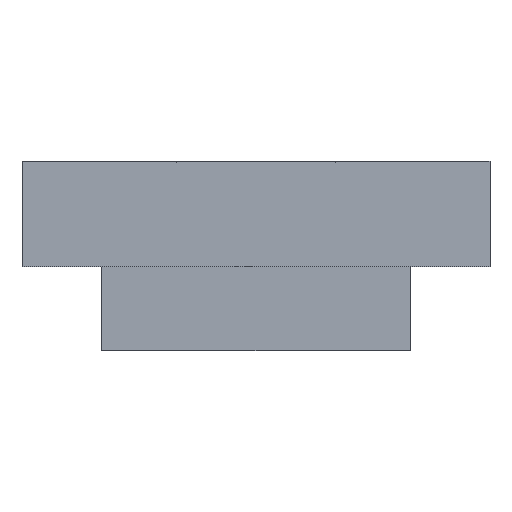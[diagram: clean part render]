
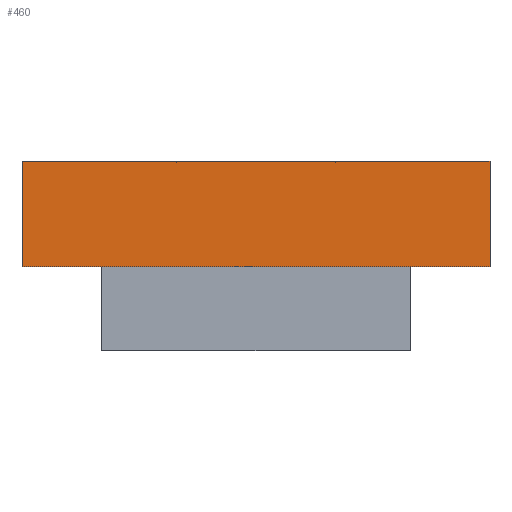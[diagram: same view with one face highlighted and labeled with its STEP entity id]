
A CAD part, left-side view. The second image highlights one B-rep face of the part: STEP entity #460.
In plain terms, the highlighted planar face has unit normal (-1, 0, 0).
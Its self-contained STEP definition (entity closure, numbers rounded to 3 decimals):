
#13=DIRECTION('',(0.,0.,1.));
#46=PLANE('',#47);
#47=AXIS2_PLACEMENT_3D('',#48,#13,#49);
#48=CARTESIAN_POINT('',(-9.75,-23.7,0.));
#49=DIRECTION('',(1.,0.,0.));
#58=( GEOMETRIC_REPRESENTATION_CONTEXT(2) PARAMETRIC_REPRESENTATION_CONTEXT() REPRESENTATION_CONTEXT('2D SPACE',''  ) );
#75=VECTOR('',#76,1.);
#76=DIRECTION('',(0.,1.,0.));
#81=VECTOR('',#82,1.);
#82=DIRECTION('',(0.,1.));
#87=DEFINITIONAL_REPRESENTATION('',(#88),#58);
#88=LINE('',#89,#90);
#89=CARTESIAN_POINT('',(8.867,7.3));
#90=VECTOR('',#91,1.);
#91=DIRECTION('',(0.,-1.));
#106=PLANE('',#107);
#107=AXIS2_PLACEMENT_3D('',#108,#76,#13);
#108=CARTESIAN_POINT('',(-9.1,9.1,-8.867));
#158=DIRECTION('',(-0.,1.,-0.));
#188=VECTOR('',#13,1.);
#193=VECTOR('',#194,1.);
#194=DIRECTION('',(1.,0.));
#196=DEFINITIONAL_REPRESENTATION('',(#197),#58);
#197=LINE('',#198,#193);
#198=CARTESIAN_POINT('',(0.,-18.2));
#201=VERTEX_POINT('',#202);
#202=CARTESIAN_POINT('',(-9.1,9.1,-4.1));
#211=PLANE('',#212);
#212=AXIS2_PLACEMENT_3D('',#213,#13,#49);
#213=CARTESIAN_POINT('',(-9.75,-23.7,-4.1));
#214=ORIENTED_EDGE('',*,*,#215,.T.);
#215=EDGE_CURVE('',#201,#216,#218,.T.);
#216=VERTEX_POINT('',#217);
#217=CARTESIAN_POINT('',(-9.1,9.1,0.));
#218=SURFACE_CURVE('',#219,(#220,#224),.PCURVE_S1.);
#219=LINE('',#108,#188);
#220=PCURVE('',#106,#221);
#221=DEFINITIONAL_REPRESENTATION('',(#222),#58);
#222=LINE('',#223,#193);
#223=CARTESIAN_POINT('',(0.,0.));
#224=PCURVE('',#225,#196);
#225=PLANE('',#226);
#226=AXIS2_PLACEMENT_3D('',#227,#49,#13);
#227=CARTESIAN_POINT('',(-9.1,-9.1,-8.867));
#260=PLANE('',#261);
#261=AXIS2_PLACEMENT_3D('',#227,#76,#13);
#268=DEFINITIONAL_REPRESENTATION('',(#269),#58);
#269=LINE('',#270,#90);
#270=CARTESIAN_POINT('',(4.767,7.3));
#433=VERTEX_POINT('',#434);
#434=CARTESIAN_POINT('',(-9.1,3.1,0.));
#450=ORIENTED_EDGE('',*,*,#451,.F.);
#451=EDGE_CURVE('',#433,#216,#452,.T.);
#452=SURFACE_CURVE('',#453,(#455,#459),.PCURVE_S1.);
#453=LINE('',#454,#75);
#454=CARTESIAN_POINT('',(-9.1,-16.4,0.));
#455=PCURVE('',#46,#456);
#456=DEFINITIONAL_REPRESENTATION('',(#457),#58);
#457=LINE('',#458,#81);
#458=CARTESIAN_POINT('',(0.65,7.3));
#459=PCURVE('',#225,#87);
#460=ADVANCED_FACE('',(#461),#225,.F.);
#461=FACE_BOUND('',#462,.F.);
#462=EDGE_LOOP('',(#463,#473,#214,#450,#480,#499));
#463=ORIENTED_EDGE('',*,*,#464,.F.);
#464=EDGE_CURVE('',#465,#467,#469,.T.);
#465=VERTEX_POINT('',#466);
#466=CARTESIAN_POINT('',(-9.1,-9.1,-4.1));
#467=VERTEX_POINT('',#468);
#468=CARTESIAN_POINT('',(-9.1,-9.1,0.));
#469=SURFACE_CURVE('',#470,(#471,#472),.PCURVE_S1.);
#470=LINE('',#227,#188);
#471=PCURVE('',#225,#221);
#472=PCURVE('',#260,#221);
#473=ORIENTED_EDGE('',*,*,#474,.T.);
#474=EDGE_CURVE('',#465,#201,#475,.T.);
#475=SURFACE_CURVE('',#476,(#478,#479),.PCURVE_S1.);
#476=LINE('',#477,#75);
#477=CARTESIAN_POINT('',(-9.1,-16.4,-4.1));
#478=PCURVE('',#225,#268);
#479=PCURVE('',#211,#456);
#480=ORIENTED_EDGE('',*,*,#481,.F.);
#481=EDGE_CURVE('',#482,#433,#484,.T.);
#482=VERTEX_POINT('',#483);
#483=CARTESIAN_POINT('',(-9.1,-3.1,0.));
#484=SURFACE_CURVE('',#485,(#487,#491),.PCURVE_S1.);
#485=LINE('',#483,#486);
#486=VECTOR('',#158,1.);
#487=PCURVE('',#225,#488);
#488=DEFINITIONAL_REPRESENTATION('',(#489),#58);
#489=LINE('',#490,#90);
#490=CARTESIAN_POINT('',(8.867,-6.));
#491=PCURVE('',#492,#496);
#492=PLANE('',#493);
#493=AXIS2_PLACEMENT_3D('',#494,#495,#76);
#494=CARTESIAN_POINT('',(-7.1,-3.1,-2.));
#495=DIRECTION('',(-0.707,0.,-0.707));
#496=DEFINITIONAL_REPRESENTATION('',(#497),#58);
#497=LINE('',#498,#193);
#498=CARTESIAN_POINT('',(0.,-2.828));
#499=ORIENTED_EDGE('',*,*,#500,.F.);
#500=EDGE_CURVE('',#467,#482,#501,.T.);
#501=SURFACE_CURVE('',#453,(#459,#455),.PCURVE_S1.);
